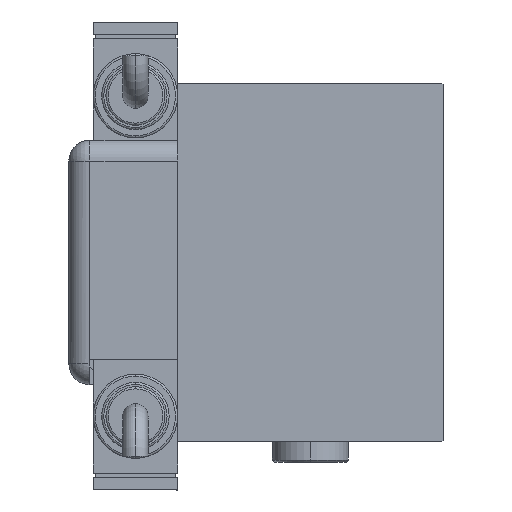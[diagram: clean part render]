
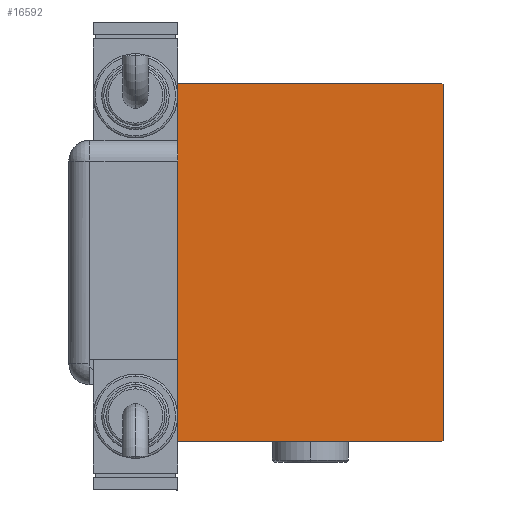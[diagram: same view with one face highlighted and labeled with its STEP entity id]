
A CAD part, left-side view. The second image highlights one B-rep face of the part: STEP entity #16592.
In plain terms, the highlighted face is planar.
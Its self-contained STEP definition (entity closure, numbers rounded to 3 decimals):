
#382 = VECTOR ( 'NONE', #53274, 1000. ) ;
#1494 = DIRECTION ( 'NONE',  ( 0., 0.707, 0.707 ) ) ;
#2416 = CARTESIAN_POINT ( 'NONE',  ( 223., 31.5, 42.5 ) ) ;
#3529 = DIRECTION ( 'NONE',  ( 0., 0., -1. ) ) ;
#4479 = CARTESIAN_POINT ( 'NONE',  ( 223., -31.5, 42.2 ) ) ;
#4989 = CARTESIAN_POINT ( 'NONE',  ( 223., 31.5, -42.5 ) ) ;
#6384 = EDGE_CURVE ( 'NONE', #14833, #6760, #58406, .T. ) ;
#6385 = DIRECTION ( 'NONE',  ( 0., -1., 0. ) ) ;
#6760 = VERTEX_POINT ( 'NONE', #15949 ) ;
#8058 = CARTESIAN_POINT ( 'NONE',  ( 223., -31.5, -42.5 ) ) ;
#8973 = VERTEX_POINT ( 'NONE', #58369 ) ;
#9003 = LINE ( 'NONE', #46105, #9971 ) ;
#9272 = ORIENTED_EDGE ( 'NONE', *, *, #31301, .T. ) ;
#9603 = ORIENTED_EDGE ( 'NONE', *, *, #44395, .T. ) ;
#9762 = EDGE_CURVE ( 'NONE', #50361, #8973, #49706, .T. ) ;
#9971 = VECTOR ( 'NONE', #3529, 1000. ) ;
#13689 = ORIENTED_EDGE ( 'NONE', *, *, #14809, .T. ) ;
#14809 = EDGE_CURVE ( 'NONE', #45060, #14833, #28704, .T. ) ;
#14833 = VERTEX_POINT ( 'NONE', #37238 ) ;
#15949 = CARTESIAN_POINT ( 'NONE',  ( 223., 31.2, 42.5 ) ) ;
#16080 = DIRECTION ( 'NONE',  ( 0., -0.707, -0.707 ) ) ;
#16592 = ADVANCED_FACE ( 'NONE', ( #48573 ), #39468, .T. ) ;
#19204 = CARTESIAN_POINT ( 'NONE',  ( 223., -31.2, -42.5 ) ) ;
#20250 = VECTOR ( 'NONE', #1494, 1000. ) ;
#20344 = CARTESIAN_POINT ( 'NONE',  ( 223., 36.85, -36.85 ) ) ;
#22463 = VECTOR ( 'NONE', #6385, 1000. ) ;
#23751 = EDGE_CURVE ( 'NONE', #35853, #25454, #9003, .T. ) ;
#25454 = VERTEX_POINT ( 'NONE', #50210 ) ;
#25506 = EDGE_CURVE ( 'NONE', #6760, #42304, #43482, .T. ) ;
#26344 = ORIENTED_EDGE ( 'NONE', *, *, #25506, .T. ) ;
#27663 = VECTOR ( 'NONE', #40209, 1000. ) ;
#28704 = LINE ( 'NONE', #4989, #30139 ) ;
#28752 = ORIENTED_EDGE ( 'NONE', *, *, #23751, .T. ) ;
#29031 = AXIS2_PLACEMENT_3D ( 'NONE', #57707, #44022, #38275 ) ;
#29944 = VECTOR ( 'NONE', #16080, 1000. ) ;
#30139 = VECTOR ( 'NONE', #38130, 1000. ) ;
#30359 = LINE ( 'NONE', #44352, #29944 ) ;
#31301 = EDGE_CURVE ( 'NONE', #42304, #35853, #30359, .T. ) ;
#31483 = ORIENTED_EDGE ( 'NONE', *, *, #6384, .T. ) ;
#34332 = LINE ( 'NONE', #20344, #20250 ) ;
#35853 = VERTEX_POINT ( 'NONE', #4479 ) ;
#37238 = CARTESIAN_POINT ( 'NONE',  ( 223., 31.5, 42.2 ) ) ;
#38130 = DIRECTION ( 'NONE',  ( 0., 0., 1. ) ) ;
#38275 = DIRECTION ( 'NONE',  ( 0., 0., -1. ) ) ;
#39468 = PLANE ( 'NONE',  #29031 ) ;
#40209 = DIRECTION ( 'NONE',  ( 0., 0.707, -0.707 ) ) ;
#42304 = VERTEX_POINT ( 'NONE', #53345 ) ;
#43482 = LINE ( 'NONE', #2416, #22463 ) ;
#43763 = ORIENTED_EDGE ( 'NONE', *, *, #58425, .T. ) ;
#44022 = DIRECTION ( 'NONE',  ( 1., 0., 0. ) ) ;
#44352 = CARTESIAN_POINT ( 'NONE',  ( 223., -36.85, 36.85 ) ) ;
#44395 = EDGE_CURVE ( 'NONE', #25454, #50361, #51632, .T. ) ;
#45060 = VERTEX_POINT ( 'NONE', #46053 ) ;
#46053 = CARTESIAN_POINT ( 'NONE',  ( 223., 31.5, -42.2 ) ) ;
#46105 = CARTESIAN_POINT ( 'NONE',  ( 223., -31.5, 42.5 ) ) ;
#48397 = DIRECTION ( 'NONE',  ( 0., -0.707, 0.707 ) ) ;
#48573 = FACE_OUTER_BOUND ( 'NONE', #58128, .T. ) ;
#49706 = LINE ( 'NONE', #8058, #382 ) ;
#50210 = CARTESIAN_POINT ( 'NONE',  ( 223., -31.5, -42.2 ) ) ;
#50361 = VERTEX_POINT ( 'NONE', #19204 ) ;
#51056 = CARTESIAN_POINT ( 'NONE',  ( 223., -36.85, -36.85 ) ) ;
#51632 = LINE ( 'NONE', #51056, #27663 ) ;
#53274 = DIRECTION ( 'NONE',  ( 0., 1., 0. ) ) ;
#53345 = CARTESIAN_POINT ( 'NONE',  ( 223., -31.2, 42.5 ) ) ;
#53547 = CARTESIAN_POINT ( 'NONE',  ( 223., 36.85, 36.85 ) ) ;
#57530 = VECTOR ( 'NONE', #48397, 1000. ) ;
#57707 = CARTESIAN_POINT ( 'NONE',  ( 223., 0., 0. ) ) ;
#57971 = ORIENTED_EDGE ( 'NONE', *, *, #9762, .T. ) ;
#58128 = EDGE_LOOP ( 'NONE', ( #57971, #43763, #13689, #31483, #26344, #9272, #28752, #9603 ) ) ;
#58369 = CARTESIAN_POINT ( 'NONE',  ( 223., 31.2, -42.5 ) ) ;
#58406 = LINE ( 'NONE', #53547, #57530 ) ;
#58425 = EDGE_CURVE ( 'NONE', #8973, #45060, #34332, .T. ) ;
